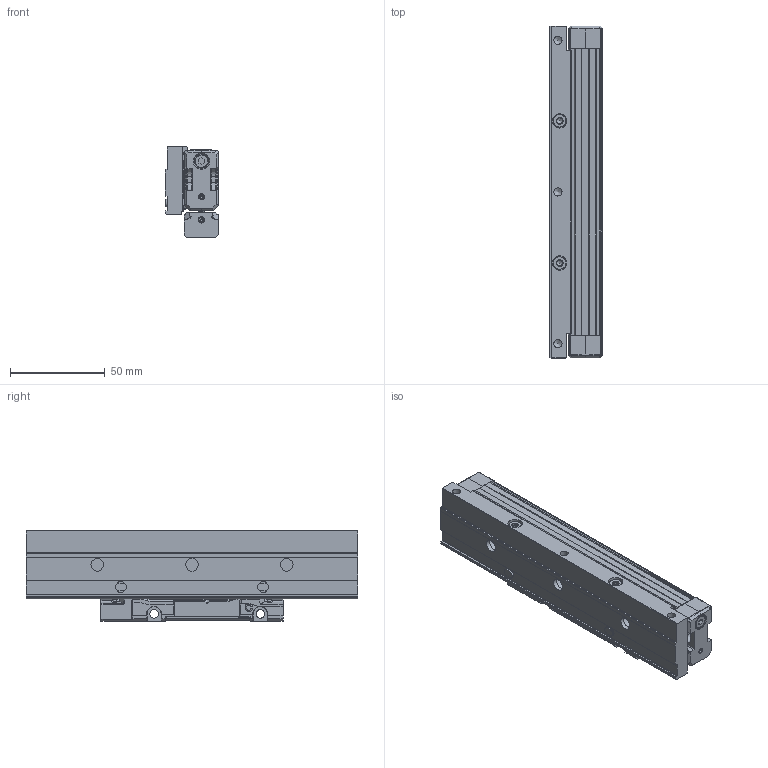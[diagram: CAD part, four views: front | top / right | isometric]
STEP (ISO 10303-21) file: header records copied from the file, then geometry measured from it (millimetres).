
FILE_DESCRIPTION(/* description */ (''),/* implementation_level */ '2;1');
FILE_NAME(/* name */ 'FN101A007_C____ALL PARTS.stp',/* time_stamp */ '2020-12-07T08:07:25+00:00',/* author */ (''),/* organization */ (''),/* preprocessor_version */ 'ST-DEVELOPER v16.7',/* originating_system */ 'SIEMENS PLM Software NX 1942',/* authorisation */ '');
FILE_SCHEMA (('AUTOMOTIVE_DESIGN { 1 0 10303 214 3 1 1 1 }'));
Products named in the file (1): 1118171-A_Metric
Bounding box: 28.25 x 175 x 47.97 mm (x, y, z)
Volume: 111080.3 mm3; surface area: 85465.2 mm2
Topology: 113 solids, 113 shells, 4678 faces, 11704 edges, 7290 vertices
Faces by surface type: plane 2390, cylinder 1185, bspline 442, cone 218, extrusion 184, torus 138, sphere 119, revolution 2
Full cylindrical faces by diameter (mm): 0.8 x6, 1.5 x4, 1.6 x12, 1.7 x1, 2 x2, 2.05 x2, 2.36 x2, 2.438 x2, 2.5 x2, 2.515 x1, 2.6 x3, 2.874 x1, 2.9 x2, 3 x5, 3.1 x2, 3.4 x6, 3.556 x2, 3.8 x4, 3.86 x2, 4 x4, 4.3 x7, 4.5 x4, 4.6 x4, 6.6 x3, 7 x2, 7.1 x2, 7.6 x2, 8.68 x2, 9.75 x2, 10.1 x1
Entity records: 164451 total; most frequent: CARTESIAN_POINT 46915, ORIENTED_EDGE 22650, DIRECTION 20932, EDGE_CURVE 11325, VERTEX_POINT 7218, VECTOR 7056, AXIS2_PLACEMENT_3D 6937, LINE 6872
